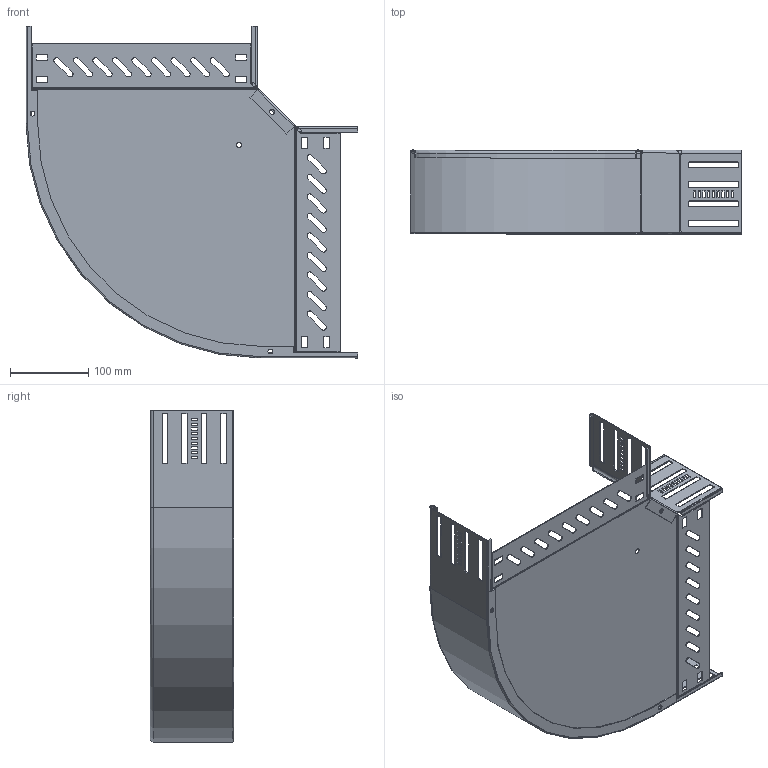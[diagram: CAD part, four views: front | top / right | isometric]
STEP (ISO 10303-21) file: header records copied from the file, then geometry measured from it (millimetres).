
FILE_DESCRIPTION (( 'STEP AP214' ), '1' );
FILE_NAME ('6036864.STEP', '2024-05-27T08:13:25', ( '' ), ( '' ), 'SwSTEP 2.0', 'SolidWorks 2022', '' );
FILE_SCHEMA (( 'AUTOMOTIVE_DESIGN' ));
Length unit declared in the file: millimetre
Products named in the file (4): 167734_300; 6036864; 181511_300; 167655_110x90°
Assembly tree (3 placements, depth 2):
  6036864
    167734_300
    181511_300
    167655_110x90°
Bounding box: 425 x 107 x 425 mm (x, y, z)
Volume: 235851.1 mm3; surface area: 486477.7 mm2
Topology: 3 solids, 3 shells, 610 faces, 1688 edges, 1084 vertices
Faces by surface type: plane 388, cylinder 210, bspline 8, torus 4
Entity records: 20196 total; most frequent: CARTESIAN_POINT 3740, ORIENTED_EDGE 3376, DIRECTION 3262, EDGE_CURVE 1688, VECTOR 1250, LINE 1250, VERTEX_POINT 1084, AXIS2_PLACEMENT_3D 1006
